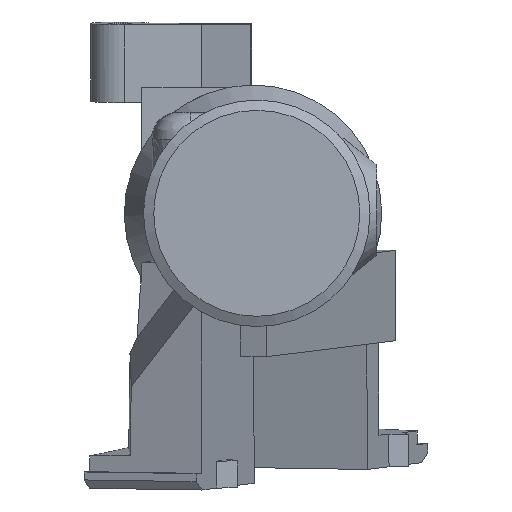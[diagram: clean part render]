
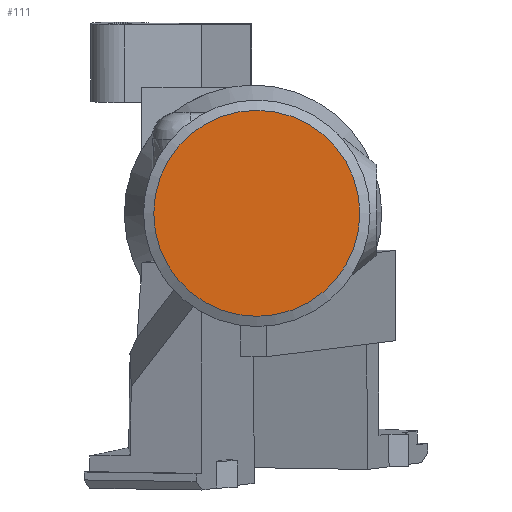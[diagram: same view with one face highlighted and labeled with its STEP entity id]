
A CAD part, front view. The second image highlights one B-rep face of the part: STEP entity #111.
In plain terms, the highlighted free-form (B-spline) face has degree [1, 1] with [2, 2] control points.
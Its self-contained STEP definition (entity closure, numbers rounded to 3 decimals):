
#111=ADVANCED_FACE('',(#297),#298,.F.);
#297=FACE_OUTER_BOUND('',#2913,.T.);
#298=B_SPLINE_SURFACE_WITH_KNOTS('',1,1,((#2914,#2915),(#2916,#2917)),.UNSPECIFIED.,.F.,.F.,.F.,(2,2),(2,2),(0.0,1.0),(0.0,1.0),.UNSPECIFIED.);
#2913=EDGE_LOOP('',(#4156));
#2914=CARTESIAN_POINT('',(-17.406,-2.95,-17.406));
#2915=CARTESIAN_POINT('',(17.406,-2.95,-17.406));
#2916=CARTESIAN_POINT('',(-17.406,-2.95,17.406));
#2917=CARTESIAN_POINT('',(17.406,-2.95,17.406));
#4156=ORIENTED_EDGE('',*,*,#4633,.F.);
#4633=EDGE_CURVE('',#5110,#5110,#5111,.T.);
#5110=VERTEX_POINT('',#7264);
#5111=CIRCLE('',#7265,17.2);
#7264=CARTESIAN_POINT('',(0.0,-2.95,17.2));
#7265=AXIS2_PLACEMENT_3D('',#7745,#7746,#7747);
#7745=CARTESIAN_POINT('',(0.0,-2.95,0.0));
#7746=DIRECTION('',(0.0,1.0,0.0));
#7747=DIRECTION('',(0.0,-0.0,1.0));
